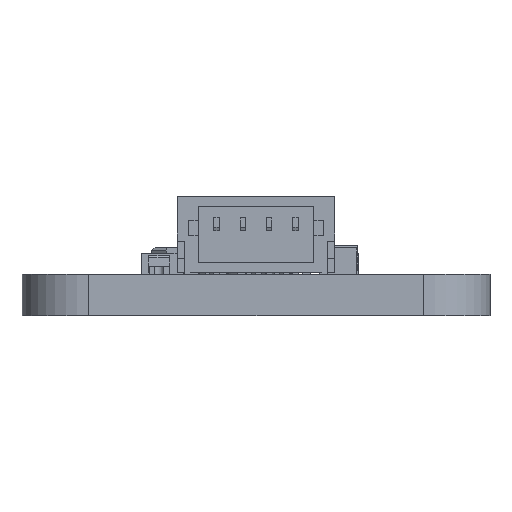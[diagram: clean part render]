
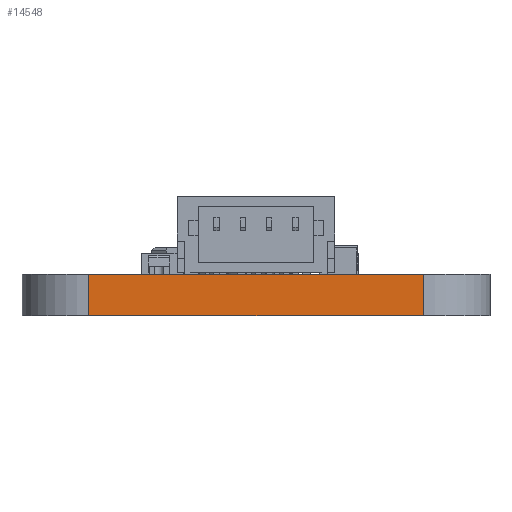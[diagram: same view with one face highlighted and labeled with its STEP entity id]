
A CAD part, left-side view. The second image highlights one B-rep face of the part: STEP entity #14548.
In plain terms, the highlighted planar face has unit normal (-1, 0, 0).
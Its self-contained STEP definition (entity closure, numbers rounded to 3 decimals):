
#237=PLANE('',#15556);
#915=FACE_OUTER_BOUND('',#1678,.T.);
#1678=EDGE_LOOP('',(#9860,#9861,#9862,#9863));
#2552=LINE('',#20673,#4310);
#2553=LINE('',#20676,#4311);
#2554=LINE('',#20678,#4312);
#2555=LINE('',#20679,#4313);
#4310=VECTOR('',#16843,10.);
#4311=VECTOR('',#16846,10.);
#4312=VECTOR('',#16847,10.);
#4313=VECTOR('',#16848,10.);
#6386=VERTEX_POINT('',#20669);
#6387=VERTEX_POINT('',#20671);
#6388=VERTEX_POINT('',#20675);
#6389=VERTEX_POINT('',#20677);
#7770=EDGE_CURVE('',#6386,#6387,#2552,.T.);
#7771=EDGE_CURVE('',#6388,#6386,#2553,.T.);
#7772=EDGE_CURVE('',#6389,#6387,#2554,.T.);
#7773=EDGE_CURVE('',#6388,#6389,#2555,.T.);
#9860=ORIENTED_EDGE('',*,*,#7771,.T.);
#9861=ORIENTED_EDGE('',*,*,#7770,.T.);
#9862=ORIENTED_EDGE('',*,*,#7772,.F.);
#9863=ORIENTED_EDGE('',*,*,#7773,.F.);
#14548=ADVANCED_FACE('',(#915),#237,.T.);
#15556=AXIS2_PLACEMENT_3D('',#20674,#16844,#16845);
#16843=DIRECTION('',(0.,0.,1.));
#16844=DIRECTION('center_axis',(-1.,0.,0.));
#16845=DIRECTION('ref_axis',(0.,-1.,0.));
#16846=DIRECTION('',(0.,-1.,0.));
#16847=DIRECTION('',(0.,-1.,0.));
#16848=DIRECTION('',(0.,0.,1.));
#20669=CARTESIAN_POINT('',(0.,2.54,0.));
#20671=CARTESIAN_POINT('',(0.,2.54,1.57));
#20673=CARTESIAN_POINT('',(0.,2.54,0.));
#20674=CARTESIAN_POINT('Origin',(0.,15.24,0.));
#20675=CARTESIAN_POINT('',(0.,15.24,0.));
#20676=CARTESIAN_POINT('',(0.,15.24,0.));
#20677=CARTESIAN_POINT('',(0.,15.24,1.57));
#20678=CARTESIAN_POINT('',(0.,15.24,1.57));
#20679=CARTESIAN_POINT('',(0.,15.24,0.));
